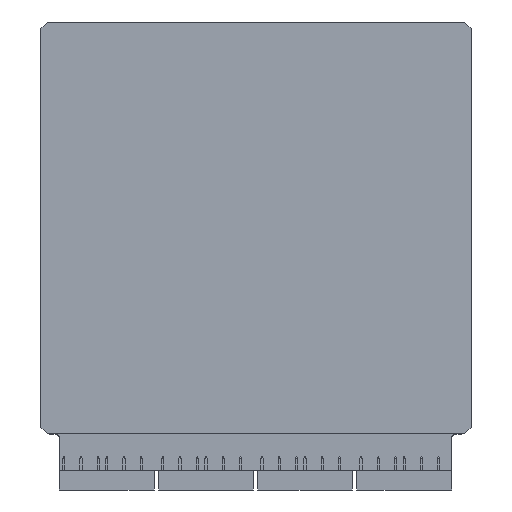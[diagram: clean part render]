
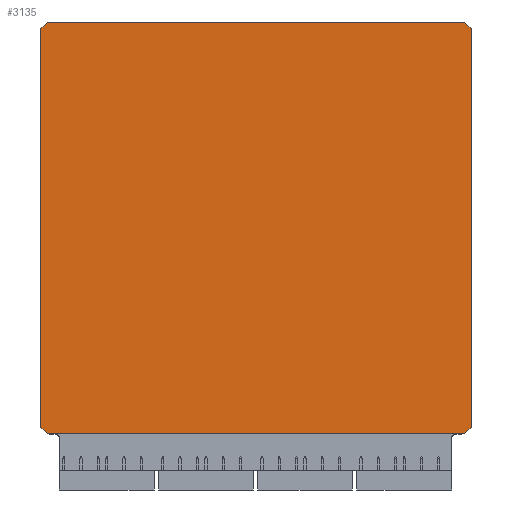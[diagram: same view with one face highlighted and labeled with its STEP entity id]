
A CAD part, front view. The second image highlights one B-rep face of the part: STEP entity #3135.
In plain terms, the highlighted planar face has unit normal (0, -1, 0).
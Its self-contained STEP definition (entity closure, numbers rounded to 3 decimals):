
#1263 = ORIENTED_EDGE ( 'NONE', *, *, #4494, .F. ) ;
#1264 = ORIENTED_EDGE ( 'NONE', *, *, #4487, .F. ) ;
#1265 = ORIENTED_EDGE ( 'NONE', *, *, #4480, .F. ) ;
#1266 = ORIENTED_EDGE ( 'NONE', *, *, #4473, .F. ) ;
#1267 = ORIENTED_EDGE ( 'NONE', *, *, #4466, .F. ) ;
#1268 = ORIENTED_EDGE ( 'NONE', *, *, #4459, .F. ) ;
#1269 = ORIENTED_EDGE ( 'NONE', *, *, #4452, .F. ) ;
#1270 = ORIENTED_EDGE ( 'NONE', *, *, #4501, .F. ) ;
#1671 = AXIS2_PLACEMENT_3D ( 'NONE', #2826, #2827, #2828 ) ;
#2020 = CARTESIAN_POINT ( 'NONE',  ( 1.526, 0., 0.01 ) ) ;
#2026 = CARTESIAN_POINT ( 'NONE',  ( 99.898, 0., -1.414 ) ) ;
#2028 = CARTESIAN_POINT ( 'NONE',  ( 99.898, 0., -94.137 ) ) ;
#2029 = CARTESIAN_POINT ( 'NONE',  ( 98.474, 0., -95.562 ) ) ;
#2040 = CARTESIAN_POINT ( 'NONE',  ( 98.474, 0., 0.01 ) ) ;
#2043 = CARTESIAN_POINT ( 'NONE',  ( 0.102, 0., -1.414 ) ) ;
#2044 = CARTESIAN_POINT ( 'NONE',  ( 0.102, 0., -94.137 ) ) ;
#2046 = CARTESIAN_POINT ( 'NONE',  ( 1.526, 0., -95.562 ) ) ;
#2814 = PLANE ( 'NONE',  #1671 ) ;
#2826 = CARTESIAN_POINT ( 'NONE',  ( 0., 0., 0. ) ) ;
#2827 = DIRECTION ( 'NONE',  ( 0., -1., 0. ) ) ;
#2828 = DIRECTION ( 'NONE',  ( 0., 0., -1. ) ) ;
#3069 = FACE_OUTER_BOUND ( 'NONE', #6553, .T. ) ;
#3135 = ADVANCED_FACE ( 'NONE', ( #3069 ), #2814, .T. ) ;
#3444 = LINE ( 'NONE', #5028, #3455 ) ;
#3455 = VECTOR ( 'NONE', #5053, 1000. ) ;
#3458 = LINE ( 'NONE', #5065, #3461 ) ;
#3461 = VECTOR ( 'NONE', #5068, 1000. ) ;
#3464 = LINE ( 'NONE', #5077, #3467 ) ;
#3467 = VECTOR ( 'NONE', #5081, 1000. ) ;
#3470 = LINE ( 'NONE', #5090, #3473 ) ;
#3473 = VECTOR ( 'NONE', #5093, 1000. ) ;
#3476 = LINE ( 'NONE', #5101, #3479 ) ;
#3479 = VECTOR ( 'NONE', #5103, 1000. ) ;
#3482 = LINE ( 'NONE', #5111, #3485 ) ;
#3485 = VECTOR ( 'NONE', #5114, 1000. ) ;
#3488 = LINE ( 'NONE', #5122, #3491 ) ;
#3491 = VECTOR ( 'NONE', #5126, 1000. ) ;
#3494 = LINE ( 'NONE', #5134, #3497 ) ;
#3497 = VECTOR ( 'NONE', #5137, 1000. ) ;
#4452 = EDGE_CURVE ( 'NONE', #6350, #6348, #3444, .T. ) ;
#4459 = EDGE_CURVE ( 'NONE', #6333, #6350, #3458, .T. ) ;
#4466 = EDGE_CURVE ( 'NONE', #6332, #6333, #3464, .T. ) ;
#4473 = EDGE_CURVE ( 'NONE', #6329, #6332, #3470, .T. ) ;
#4480 = EDGE_CURVE ( 'NONE', #6344, #6329, #3476, .T. ) ;
#4487 = EDGE_CURVE ( 'NONE', #6331, #6344, #3482, .T. ) ;
#4494 = EDGE_CURVE ( 'NONE', #6347, #6331, #3488, .T. ) ;
#4501 = EDGE_CURVE ( 'NONE', #6348, #6347, #3494, .T. ) ;
#5028 = CARTESIAN_POINT ( 'NONE',  ( 0.102, 0., -94.137 ) ) ;
#5053 = DIRECTION ( 'NONE',  ( -0.707, 0., 0.707 ) ) ;
#5065 = CARTESIAN_POINT ( 'NONE',  ( 1.526, 0., -95.562 ) ) ;
#5068 = DIRECTION ( 'NONE',  ( -1., 0., 0. ) ) ;
#5077 = CARTESIAN_POINT ( 'NONE',  ( 98.474, 0., -95.562 ) ) ;
#5081 = DIRECTION ( 'NONE',  ( -0.707, 0., -0.707 ) ) ;
#5090 = CARTESIAN_POINT ( 'NONE',  ( 99.898, 0., -94.137 ) ) ;
#5093 = DIRECTION ( 'NONE',  ( 0., 0., -1. ) ) ;
#5101 = CARTESIAN_POINT ( 'NONE',  ( 99.898, 0., -1.414 ) ) ;
#5103 = DIRECTION ( 'NONE',  ( 0.707, 0., -0.707 ) ) ;
#5111 = CARTESIAN_POINT ( 'NONE',  ( 98.474, 0., 0.01 ) ) ;
#5114 = DIRECTION ( 'NONE',  ( 1., 0., 0. ) ) ;
#5122 = CARTESIAN_POINT ( 'NONE',  ( 1.526, 0., 0.01 ) ) ;
#5126 = DIRECTION ( 'NONE',  ( 0.707, 0., 0.707 ) ) ;
#5134 = CARTESIAN_POINT ( 'NONE',  ( 0.102, 0., -1.414 ) ) ;
#5137 = DIRECTION ( 'NONE',  ( 0., 0., 1. ) ) ;
#6329 = VERTEX_POINT ( 'NONE', #2026 ) ;
#6331 = VERTEX_POINT ( 'NONE', #2020 ) ;
#6332 = VERTEX_POINT ( 'NONE', #2028 ) ;
#6333 = VERTEX_POINT ( 'NONE', #2029 ) ;
#6344 = VERTEX_POINT ( 'NONE', #2040 ) ;
#6347 = VERTEX_POINT ( 'NONE', #2043 ) ;
#6348 = VERTEX_POINT ( 'NONE', #2044 ) ;
#6350 = VERTEX_POINT ( 'NONE', #2046 ) ;
#6553 = EDGE_LOOP ( 'NONE', ( #1270, #1269, #1268, #1267, #1266, #1265, #1264, #1263 ) ) ;
